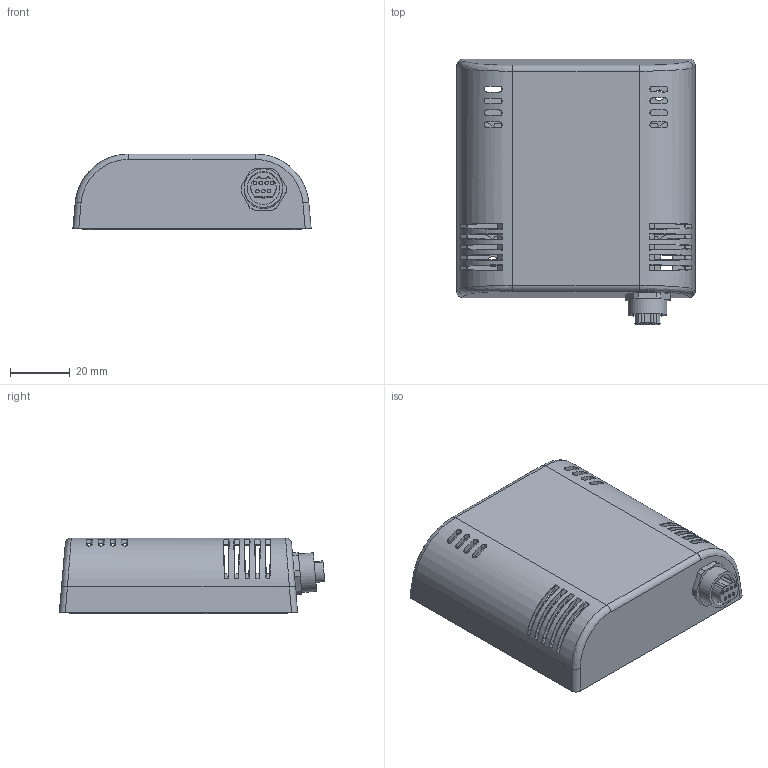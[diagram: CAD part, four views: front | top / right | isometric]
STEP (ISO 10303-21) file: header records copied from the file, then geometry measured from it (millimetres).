
FILE_DESCRIPTION(/* description */ (''),/* implementation_level */ '2;1');
FILE_NAME(/* name */ 'Wi-xxxS0xx.step',/* time_stamp */ '2021-07-29T08:31:42+02:00',/* author */ (''),/* organization */ (''),/* preprocessor_version */ 'ST-DEVELOPER v18.1',/* originating_system */ 'Autodesk Translation Framework v10.9.0.1377',/* authorisation */ '');
FILE_SCHEMA (('AUTOMOTIVE_DESIGN { 1 0 10303 214 3 1 1 }'));
Length unit declared in the file: millimetre
Products named in the file (5): Wi-xxxS0xx; E2-xx; Thermo80; BASE_80; COPERCHIO_80_M
Assembly tree (4 placements, depth 3):
  Wi-xxxS0xx
    E2-xx
    Thermo80
      BASE_80
      COPERCHIO_80_M
Bounding box: 80 x 89.13 x 25.5 mm (x, y, z)
Volume: 29630.2 mm3; surface area: 38603 mm2
Topology: 3 solids, 3 shells, 691 faces, 1859 edges, 1220 vertices
Faces by surface type: plane 391, cylinder 127, bspline 111, torus 32, cone 30
Full cylindrical faces by diameter (mm): 1.2 x7, 11 x1, 12 x2, 13 x1, 17 x1, 20 x1
Entity records: 24264 total; most frequent: CARTESIAN_POINT 6644, ORIENTED_EDGE 3718, DIRECTION 3111, EDGE_CURVE 1859, VERTEX_POINT 1220, LINE 1147, VECTOR 1147, AXIS2_PLACEMENT_3D 982
